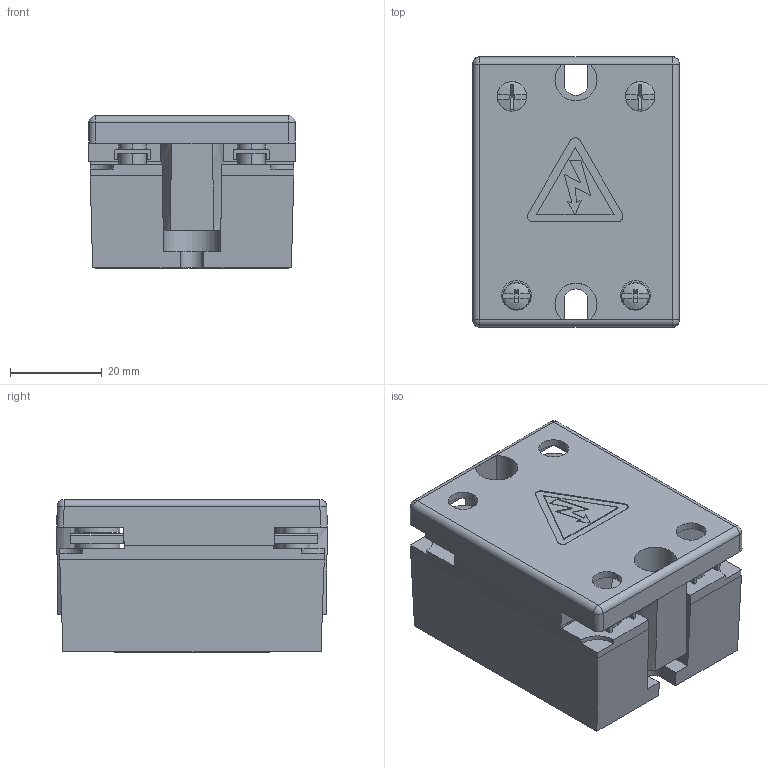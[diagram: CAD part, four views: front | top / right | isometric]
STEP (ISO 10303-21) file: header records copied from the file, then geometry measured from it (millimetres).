
FILE_DESCRIPTION((''),'2;1');
FILE_NAME('CGI1423-00.stp','2018-05-02T15:03:21',(''),(''),'Mechanical Desktop 2011','Mechanical Desktop 2011',', , ');
FILE_SCHEMA(('AUTOMOTIVE_DESIGN { 1 2 10303 214 1 1 1 1 }'));
Length unit declared in the file: millimetre
Products named in the file (2): Product; CGI1423-00-3D
Bounding box: 45.2 x 59.2 x 33.4 mm (x, y, z)
Volume: 64004.9 mm3; surface area: 21499.8 mm2
Topology: 1 solids, 1 shells, 308 faces, 847 edges, 551 vertices
Faces by surface type: plane 184, bspline 73, cylinder 33, sphere 14, torus 4
Entity records: 10562 total; most frequent: CARTESIAN_POINT 2699, ORIENTED_EDGE 1690, DIRECTION 1549, EDGE_CURVE 845, VECTOR 579, LINE 579, VERTEX_POINT 551, AXIS2_PLACEMENT_3D 485
